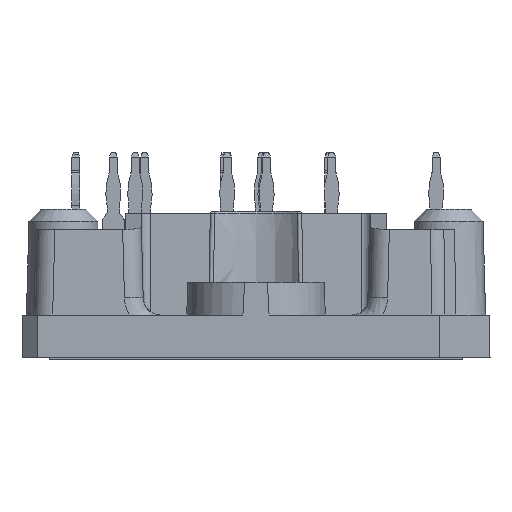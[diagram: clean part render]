
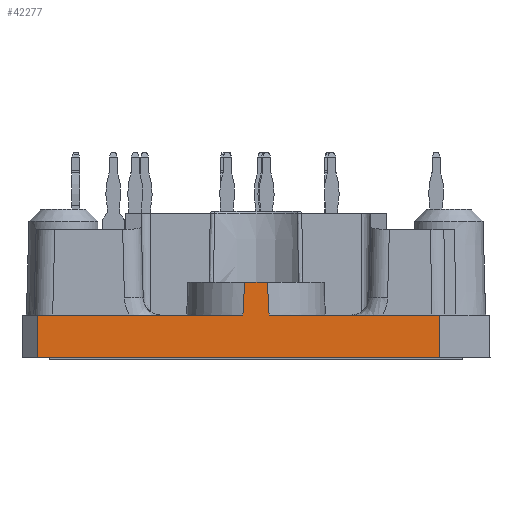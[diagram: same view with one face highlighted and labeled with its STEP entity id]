
A CAD part, left-side view. The second image highlights one B-rep face of the part: STEP entity #42277.
In plain terms, the highlighted planar face has unit normal (-1, 0, 0.018).
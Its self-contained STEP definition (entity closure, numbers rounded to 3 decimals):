
#2373=B_SPLINE_CURVE_WITH_KNOTS('',3,(#62622,#62623,#62624,#62625),
 .UNSPECIFIED.,.F.,.F.,(4,4),(0.,0.003),.UNSPECIFIED.);
#2376=B_SPLINE_CURVE_WITH_KNOTS('',3,(#62643,#62644,#62645,#62646),
 .UNSPECIFIED.,.F.,.F.,(4,4),(0.,0.003),.UNSPECIFIED.);
#5013=ORIENTED_EDGE('',*,*,#13531,.F.);
#5014=ORIENTED_EDGE('',*,*,#13651,.T.);
#5015=ORIENTED_EDGE('',*,*,#13585,.T.);
#5016=ORIENTED_EDGE('',*,*,#13652,.T.);
#5017=ORIENTED_EDGE('',*,*,#13508,.F.);
#5018=ORIENTED_EDGE('',*,*,#13390,.T.);
#5019=ORIENTED_EDGE('',*,*,#13422,.T.);
#5020=ORIENTED_EDGE('',*,*,#13396,.F.);
#13390=EDGE_CURVE('',#17562,#17561,#2373,.T.);
#13396=EDGE_CURVE('',#17566,#17567,#2376,.T.);
#13422=EDGE_CURVE('',#17561,#17567,#20459,.F.);
#13508=EDGE_CURVE('',#17562,#17653,#20496,.F.);
#13531=EDGE_CURVE('',#17671,#17566,#20512,.F.);
#13585=EDGE_CURVE('',#17720,#17719,#20538,.F.);
#13651=EDGE_CURVE('',#17671,#17720,#20589,.F.);
#13652=EDGE_CURVE('',#17719,#17653,#20590,.F.);
#17561=VERTEX_POINT('',#62621);
#17562=VERTEX_POINT('',#62626);
#17566=VERTEX_POINT('',#62642);
#17567=VERTEX_POINT('',#62647);
#17653=VERTEX_POINT('',#62986);
#17671=VERTEX_POINT('',#63036);
#17719=VERTEX_POINT('',#63147);
#17720=VERTEX_POINT('',#63149);
#20459=LINE('',#62725,#23433);
#20496=LINE('',#62985,#23470);
#20512=LINE('',#63037,#23486);
#20538=LINE('',#63148,#23512);
#20589=LINE('',#63283,#23563);
#20590=LINE('',#63284,#23564);
#23433=VECTOR('',#48332,1000.);
#23470=VECTOR('',#48451,1000.);
#23486=VECTOR('',#48483,1000.);
#23512=VECTOR('',#48565,1000.);
#23563=VECTOR('',#48672,1000.);
#23564=VECTOR('',#48673,1000.);
#26127=EDGE_LOOP('',(#5013,#5014,#5015,#5016,#5017,#5018,#5019,#5020));
#27911=FACE_BOUND('',#26127,.T.);
#29384=PLANE('',#44193);
#42277=ADVANCED_FACE('',(#27911),#29384,.T.);
#44193=AXIS2_PLACEMENT_3D('',#63282,#48670,#48671);
#48332=DIRECTION('',(0.,-1.,0.));
#48451=DIRECTION('',(0.,1.,0.));
#48483=DIRECTION('',(0.,1.,0.));
#48565=DIRECTION('',(0.,1.,0.));
#48670=DIRECTION('',(-1.,0.,0.017));
#48671=DIRECTION('',(0.017,0.,1.));
#48672=DIRECTION('',(0.017,-0.017,1.));
#48673=DIRECTION('',(-0.017,-0.007,-1.));
#62621=CARTESIAN_POINT('',(-40.895,-0.913,6.));
#62622=CARTESIAN_POINT('',(-40.941,-1.044,3.4));
#62623=CARTESIAN_POINT('',(-40.926,-1.003,4.267));
#62624=CARTESIAN_POINT('',(-40.91,-0.959,5.133));
#62625=CARTESIAN_POINT('',(-40.895,-0.913,6.));
#62626=CARTESIAN_POINT('',(-40.941,-1.044,3.4));
#62642=CARTESIAN_POINT('',(-40.941,1.044,3.4));
#62643=CARTESIAN_POINT('',(-40.941,1.044,3.4));
#62644=CARTESIAN_POINT('',(-40.926,1.003,4.267));
#62645=CARTESIAN_POINT('',(-40.91,0.959,5.133));
#62646=CARTESIAN_POINT('',(-40.895,0.913,6.));
#62647=CARTESIAN_POINT('',(-40.895,0.913,6.));
#62725=CARTESIAN_POINT('',(-40.895,0.,6.));
#62985=CARTESIAN_POINT('',(-40.941,0.,3.4));
#62986=CARTESIAN_POINT('',(-40.941,-14.675,3.4));
#63036=CARTESIAN_POINT('',(-40.941,17.43,3.4));
#63037=CARTESIAN_POINT('',(-40.941,0.,3.4));
#63147=CARTESIAN_POINT('',(-41.,-14.7,0.));
#63148=CARTESIAN_POINT('',(-41.,0.,0.));
#63149=CARTESIAN_POINT('',(-41.,17.49,0.));
#63282=CARTESIAN_POINT('',(-41.,0.,0.));
#63283=CARTESIAN_POINT('',(-40.995,17.484,0.305));
#63284=CARTESIAN_POINT('',(-40.998,-14.699,0.134));
